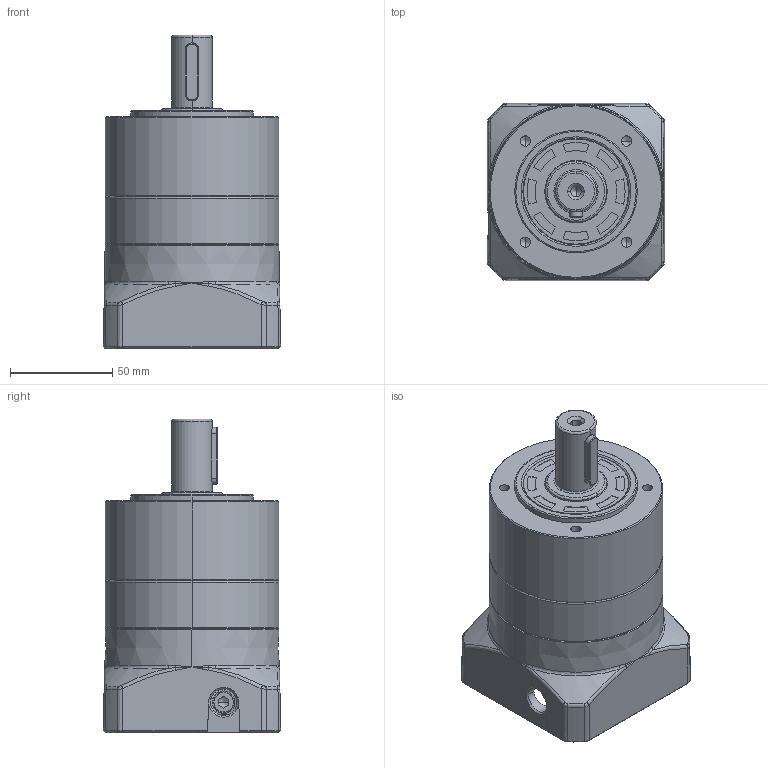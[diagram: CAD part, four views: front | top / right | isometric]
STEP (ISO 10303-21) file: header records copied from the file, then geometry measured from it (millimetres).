
FILE_DESCRIPTION (( 'STEP AP214' ), '1' );
FILE_NAME ('FE-090-L1-P2-朴16(覃淕杶)-朴80-朴100-M6-42.STEP', '2024-01-04T03:09:19', ( 'admin' ), ( '' ), 'SwSTEP 2.0', 'SolidWorks 2013', '' );
FILE_SCHEMA (( 'AUTOMOTIVE_DESIGN' ));
Length unit declared in the file: millimetre
Products named in the file (10): 输入调整套19-16; 镂空输入法兰FE090-80X51XM6; FBK嘎殤蚐猾 KG30x52x6; M5樓粟菜; A倰す瑩6X28; 单边锁输入轴FE090-19(带螺丝); 怀堤俴陎殤FE090-C20; 怀堤傷褲极FE090; 内齿圈FE090-D108; FE-090-L1-P2-朴16(覃淕杶)-朴80-朴100-M6-42
Assembly tree (14 placements, depth 2):
  FE-090-L1-P2-朴16(覃淕杶)-朴80-朴100-M6-42
    内齿圈FE090-D108
    怀堤傷褲极FE090
    怀堤俴陎殤FE090-C20
    单边锁输入轴FE090-19(带螺丝)
    A倰す瑩6X28
    M5樓粟菜  x6
    FBK嘎殤蚐猾 KG30x52x6
    镂空输入法兰FE090-80X51XM6
    输入调整套19-16
Bounding box: 86.77 x 86.77 x 153.5 mm (x, y, z)
Volume: 466729.8 mm3; surface area: 128459 mm2
Topology: 9 solids, 21 shells, 1243 faces, 3079 edges, 1857 vertices
Faces by surface type: bspline 466, cylinder 271, plane 254, cone 221, torus 31
Entity records: 49865 total; most frequent: CARTESIAN_POINT 27108, ORIENTED_EDGE 5332, DIRECTION 3750, EDGE_CURVE 2670, VERTEX_POINT 1642, AXIS2_PLACEMENT_3D 1562, EDGE_LOOP 1193, FACE_OUTER_BOUND 1103
